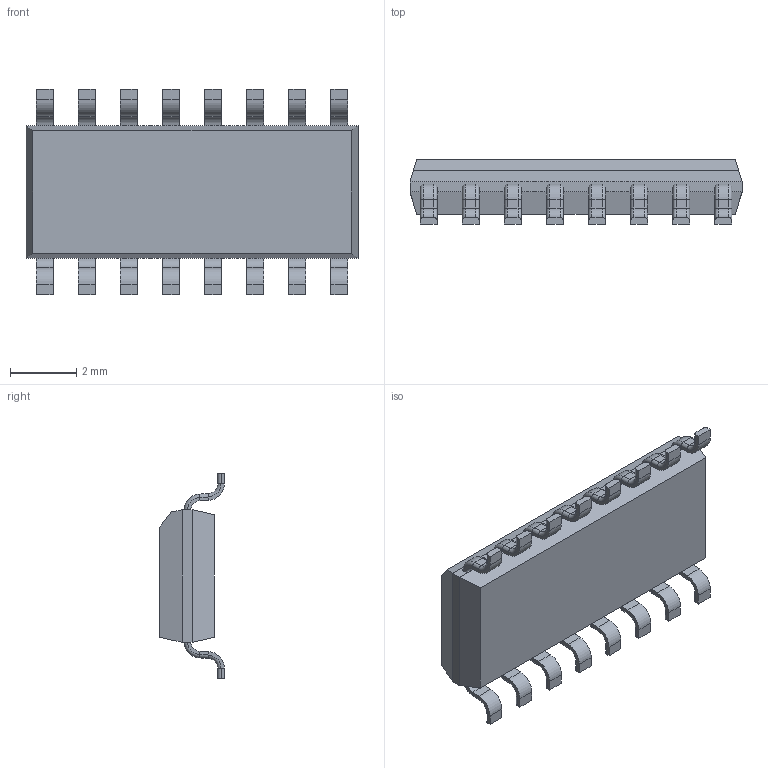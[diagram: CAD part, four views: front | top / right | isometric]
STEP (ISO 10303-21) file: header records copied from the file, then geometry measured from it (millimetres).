
FILE_DESCRIPTION (( 'STEP AP214' ), '1' );
FILE_NAME ('CD4010 SOIC-16.STEP', '2018-04-18T15:48:08', ( '' ), ( '' ), 'SwSTEP 2.0', 'SolidWorks 2016', '' );
FILE_SCHEMA (( 'AUTOMOTIVE_DESIGN' ));
Length unit declared in the file: millimetre
Products named in the file (3): Peça1^CD4010 SOIC-16; Terminais^CD4010 SOIC-16; CD4010 SOIC-16
Assembly tree (17 placements, depth 2):
  CD4010 SOIC-16
    Terminais^CD4010 SOIC-16  x16
    Peça1^CD4010 SOIC-16
Bounding box: 10.02 x 1.95 x 6.2 mm (x, y, z)
Volume: 66.1 mm3; surface area: 168.6 mm2
Topology: 17 solids, 17 shells, 1149 faces, 2836 edges, 1760 vertices
Faces by surface type: plane 643, bspline 282, cylinder 160, torus 64
Entity records: 38328 total; most frequent: CARTESIAN_POINT 16245, ORIENTED_EDGE 3692, DIRECTION 2120, EDGE_CURVE 1846, LINE 1258, VECTOR 1258, VERTEX_POINT 1220, EDGE_LOOP 708
